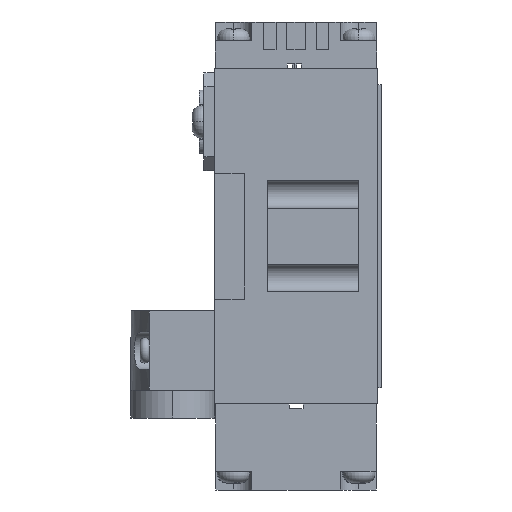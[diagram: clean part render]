
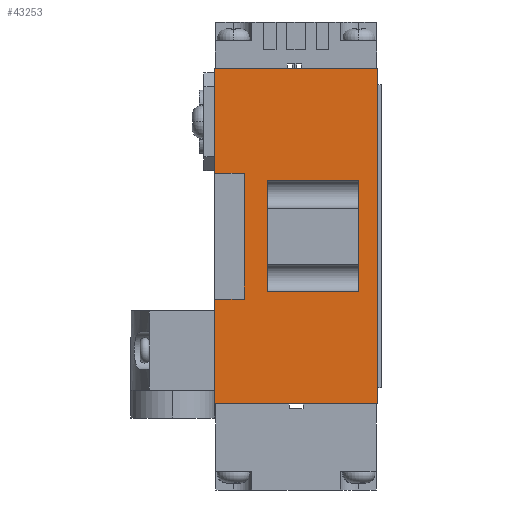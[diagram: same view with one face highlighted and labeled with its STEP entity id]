
A CAD part, left-side view. The second image highlights one B-rep face of the part: STEP entity #43253.
In plain terms, the highlighted planar face has unit normal (-1, 0, 0).
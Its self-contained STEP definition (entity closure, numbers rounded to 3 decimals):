
#1110 = CARTESIAN_POINT ( 'NONE',  ( -20., 5.75, -47.95 ) ) ;
#1111 = CARTESIAN_POINT ( 'NONE',  ( -20., -13.85, -47.95 ) ) ;
#1112 = CARTESIAN_POINT ( 'NONE',  ( -20., 5.75, -24.05 ) ) ;
#1113 = CARTESIAN_POINT ( 'NONE',  ( -20., -13.85, -24.05 ) ) ;
#1114 = CARTESIAN_POINT ( 'NONE',  ( -20., 17.15, 0. ) ) ;
#1115 = CARTESIAN_POINT ( 'NONE',  ( -20., -17.85, 0. ) ) ;
#1116 = CARTESIAN_POINT ( 'NONE',  ( -20., -17.85, -72. ) ) ;
#1117 = CARTESIAN_POINT ( 'NONE',  ( -20., 17.15, -72. ) ) ;
#1118 = CARTESIAN_POINT ( 'NONE',  ( -20., 17.15, -49.5 ) ) ;
#1119 = CARTESIAN_POINT ( 'NONE',  ( -20., 10.75, -49.5 ) ) ;
#1120 = CARTESIAN_POINT ( 'NONE',  ( -20., 17.15, -22.5 ) ) ;
#1121 = CARTESIAN_POINT ( 'NONE',  ( -20., 10.75, -22.5 ) ) ;
#9846 = EDGE_LOOP ( 'NONE', ( #28853, #28854, #28855, #28856, #28857, #28858, #28859, #28860 ) ) ;
#9847 = EDGE_LOOP ( 'NONE', ( #28861, #28862, #28863, #28864 ) ) ;
#15328 = CARTESIAN_POINT ( 'NONE',  ( -20., 10.75, -22.5 ) ) ;
#15329 = DIRECTION ( 'NONE',  ( 0., 1., 0. ) ) ;
#15330 = CARTESIAN_POINT ( 'NONE',  ( -20., 10.75, -49.5 ) ) ;
#15331 = DIRECTION ( 'NONE',  ( 0., 0., 1. ) ) ;
#15332 = CARTESIAN_POINT ( 'NONE',  ( -20., 10.75, -49.5 ) ) ;
#15333 = DIRECTION ( 'NONE',  ( 0., 1., 0. ) ) ;
#15334 = CARTESIAN_POINT ( 'NONE',  ( -20., 17.15, -72. ) ) ;
#15335 = DIRECTION ( 'NONE',  ( 0., 0., 1. ) ) ;
#15336 = CARTESIAN_POINT ( 'NONE',  ( -20., 17.15, -72. ) ) ;
#15337 = DIRECTION ( 'NONE',  ( 0., -1., 0. ) ) ;
#15338 = CARTESIAN_POINT ( 'NONE',  ( -20., -17.85, -72. ) ) ;
#15339 = DIRECTION ( 'NONE',  ( 0., 0., -1. ) ) ;
#15340 = CARTESIAN_POINT ( 'NONE',  ( -20., 17.15, 0. ) ) ;
#15341 = DIRECTION ( 'NONE',  ( 0., -1., 0. ) ) ;
#15342 = CARTESIAN_POINT ( 'NONE',  ( -20., 17.15, -72. ) ) ;
#15343 = DIRECTION ( 'NONE',  ( 0., 0., 1. ) ) ;
#15344 = CARTESIAN_POINT ( 'NONE',  ( -20., -13.85, -24.05 ) ) ;
#15345 = DIRECTION ( 'NONE',  ( 0., 1., 0. ) ) ;
#15346 = CARTESIAN_POINT ( 'NONE',  ( -20., -13.85, -47.95 ) ) ;
#15347 = DIRECTION ( 'NONE',  ( 0., 0., 1. ) ) ;
#15348 = CARTESIAN_POINT ( 'NONE',  ( -20., -13.85, -47.95 ) ) ;
#15349 = DIRECTION ( 'NONE',  ( 0., 1., 0. ) ) ;
#15350 = CARTESIAN_POINT ( 'NONE',  ( -20., 5.75, -47.95 ) ) ;
#15351 = DIRECTION ( 'NONE',  ( 0., 0., 1. ) ) ;
#16045 = LINE ( 'NONE', #15328, #16047 ) ;
#16047 = VECTOR ( 'NONE', #15329, 1000. ) ;
#16048 = LINE ( 'NONE', #15330, #16049 ) ;
#16049 = VECTOR ( 'NONE', #15331, 1000. ) ;
#16050 = LINE ( 'NONE', #15332, #16051 ) ;
#16051 = VECTOR ( 'NONE', #15333, 1000. ) ;
#16052 = LINE ( 'NONE', #15334, #16053 ) ;
#16053 = VECTOR ( 'NONE', #15335, 1000. ) ;
#16054 = LINE ( 'NONE', #15336, #16055 ) ;
#16055 = VECTOR ( 'NONE', #15337, 1000. ) ;
#16056 = LINE ( 'NONE', #15338, #16057 ) ;
#16057 = VECTOR ( 'NONE', #15339, 1000. ) ;
#16058 = LINE ( 'NONE', #15340, #16059 ) ;
#16059 = VECTOR ( 'NONE', #15341, 1000. ) ;
#16060 = LINE ( 'NONE', #15342, #16061 ) ;
#16061 = VECTOR ( 'NONE', #15343, 1000. ) ;
#16062 = LINE ( 'NONE', #15344, #16063 ) ;
#16063 = VECTOR ( 'NONE', #15345, 1000. ) ;
#16064 = LINE ( 'NONE', #15346, #16065 ) ;
#16065 = VECTOR ( 'NONE', #15347, 1000. ) ;
#16066 = LINE ( 'NONE', #15348, #16067 ) ;
#16067 = VECTOR ( 'NONE', #15349, 1000. ) ;
#16068 = LINE ( 'NONE', #15350, #16069 ) ;
#16069 = VECTOR ( 'NONE', #15351, 1000. ) ;
#16669 = FACE_OUTER_BOUND ( 'NONE', #9846, .T. ) ;
#16670 = FACE_BOUND ( 'NONE', #9847, .T. ) ;
#21665 = PLANE ( 'NONE',  #23339 ) ;
#21666 = CARTESIAN_POINT ( 'NONE',  ( -20., 17.15, -72. ) ) ;
#21667 = DIRECTION ( 'NONE',  ( -1., 0., 0. ) ) ;
#21668 = DIRECTION ( 'NONE',  ( 0., 0., 1. ) ) ;
#23339 = AXIS2_PLACEMENT_3D ( 'NONE', #21666, #21667, #21668 ) ;
#28785 = VERTEX_POINT ( 'NONE', #1110 ) ;
#28787 = VERTEX_POINT ( 'NONE', #1111 ) ;
#28827 = VERTEX_POINT ( 'NONE', #1112 ) ;
#28853 = ORIENTED_EDGE ( 'NONE', *, *, #42877, .F. ) ;
#28854 = ORIENTED_EDGE ( 'NONE', *, *, #42878, .F. ) ;
#28855 = ORIENTED_EDGE ( 'NONE', *, *, #42879, .T. ) ;
#28856 = ORIENTED_EDGE ( 'NONE', *, *, #42880, .F. ) ;
#28857 = ORIENTED_EDGE ( 'NONE', *, *, #42881, .T. ) ;
#28858 = ORIENTED_EDGE ( 'NONE', *, *, #42882, .F. ) ;
#28859 = ORIENTED_EDGE ( 'NONE', *, *, #42883, .F. ) ;
#28860 = ORIENTED_EDGE ( 'NONE', *, *, #42884, .F. ) ;
#28861 = ORIENTED_EDGE ( 'NONE', *, *, #42885, .F. ) ;
#28862 = ORIENTED_EDGE ( 'NONE', *, *, #42886, .F. ) ;
#28863 = ORIENTED_EDGE ( 'NONE', *, *, #42887, .T. ) ;
#28864 = ORIENTED_EDGE ( 'NONE', *, *, #42888, .T. ) ;
#28886 = VERTEX_POINT ( 'NONE', #1113 ) ;
#28887 = VERTEX_POINT ( 'NONE', #1114 ) ;
#30513 = VERTEX_POINT ( 'NONE', #1115 ) ;
#30896 = VERTEX_POINT ( 'NONE', #1116 ) ;
#30897 = VERTEX_POINT ( 'NONE', #1117 ) ;
#30898 = VERTEX_POINT ( 'NONE', #1118 ) ;
#30899 = VERTEX_POINT ( 'NONE', #1119 ) ;
#30900 = VERTEX_POINT ( 'NONE', #1120 ) ;
#30901 = VERTEX_POINT ( 'NONE', #1121 ) ;
#42877 = EDGE_CURVE ( 'NONE', #30901, #30900, #16045, .T. ) ;
#42878 = EDGE_CURVE ( 'NONE', #30899, #30901, #16048, .T. ) ;
#42879 = EDGE_CURVE ( 'NONE', #30899, #30898, #16050, .T. ) ;
#42880 = EDGE_CURVE ( 'NONE', #30897, #30898, #16052, .T. ) ;
#42881 = EDGE_CURVE ( 'NONE', #30897, #30896, #16054, .T. ) ;
#42882 = EDGE_CURVE ( 'NONE', #30513, #30896, #16056, .T. ) ;
#42883 = EDGE_CURVE ( 'NONE', #28887, #30513, #16058, .T. ) ;
#42884 = EDGE_CURVE ( 'NONE', #30900, #28887, #16060, .T. ) ;
#42885 = EDGE_CURVE ( 'NONE', #28886, #28827, #16062, .T. ) ;
#42886 = EDGE_CURVE ( 'NONE', #28787, #28886, #16064, .T. ) ;
#42887 = EDGE_CURVE ( 'NONE', #28787, #28785, #16066, .T. ) ;
#42888 = EDGE_CURVE ( 'NONE', #28785, #28827, #16068, .T. ) ;
#43253 = ADVANCED_FACE ( 'NONE', ( #16669, #16670 ), #21665, .T. ) ;
